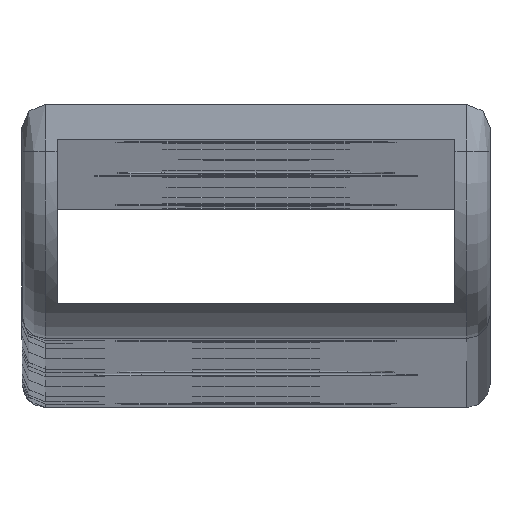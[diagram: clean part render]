
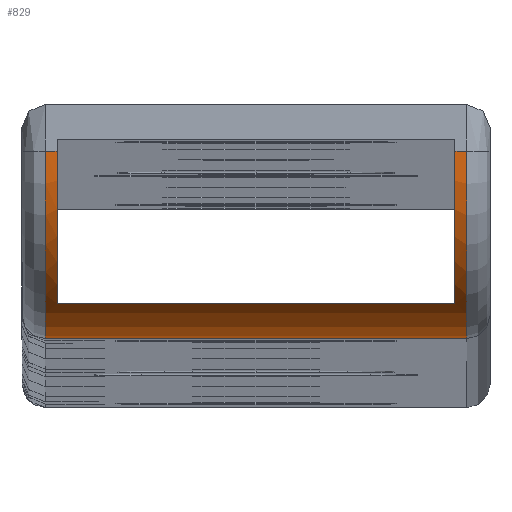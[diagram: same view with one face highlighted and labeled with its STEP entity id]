
A CAD part, top view. The second image highlights one B-rep face of the part: STEP entity #829.
In plain terms, the highlighted cylindrical face has radius 8 mm (diameter 16 mm), a partial arc.
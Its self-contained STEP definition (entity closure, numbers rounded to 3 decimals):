
#14 = VECTOR ( 'NONE', #4545, 1000. ) ;
#128 = DIRECTION ( 'NONE',  ( 0., 1., 0. ) ) ;
#170 = CARTESIAN_POINT ( 'NONE',  ( 10., 3., 851. ) ) ;
#282 = CARTESIAN_POINT ( 'NONE',  ( -10., -5., 843. ) ) ;
#491 = CARTESIAN_POINT ( 'NONE',  ( -9., 3., 843. ) ) ;
#509 = ORIENTED_EDGE ( 'NONE', *, *, #696, .F. ) ;
#533 = VERTEX_POINT ( 'NONE', #1878 ) ;
#545 = VERTEX_POINT ( 'NONE', #5881 ) ;
#573 = VECTOR ( 'NONE', #7185, 1000. ) ;
#593 = EDGE_LOOP ( 'NONE', ( #1207, #1343, #6520, #5958, #5687, #2760, #509, #2450 ) ) ;
#696 = EDGE_CURVE ( 'NONE', #1138, #533, #2077, .T. ) ;
#784 = DIRECTION ( 'NONE',  ( 1., 0., 0. ) ) ;
#792 = LINE ( 'NONE', #170, #573 ) ;
#811 = VERTEX_POINT ( 'NONE', #6225 ) ;
#829 = ADVANCED_FACE ( 'NONE', ( #1023 ), #5144, .T. ) ;
#927 = DIRECTION ( 'NONE',  ( 0., -1., 0. ) ) ;
#1023 = FACE_OUTER_BOUND ( 'NONE', #593, .T. ) ;
#1138 = VERTEX_POINT ( 'NONE', #2200 ) ;
#1193 = CIRCLE ( 'NONE', #3164, 8. ) ;
#1207 = ORIENTED_EDGE ( 'NONE', *, *, #4509, .F. ) ;
#1343 = ORIENTED_EDGE ( 'NONE', *, *, #1708, .T. ) ;
#1379 = AXIS2_PLACEMENT_3D ( 'NONE', #4769, #7110, #3497 ) ;
#1517 = CIRCLE ( 'NONE', #2012, 8. ) ;
#1708 = EDGE_CURVE ( 'NONE', #545, #811, #6668, .T. ) ;
#1878 = CARTESIAN_POINT ( 'NONE',  ( -8.5, 3., 851. ) ) ;
#1994 = CARTESIAN_POINT ( 'NONE',  ( 10., 3., 851. ) ) ;
#2012 = AXIS2_PLACEMENT_3D ( 'NONE', #4361, #6712, #927 ) ;
#2077 = LINE ( 'NONE', #1994, #6446 ) ;
#2200 = CARTESIAN_POINT ( 'NONE',  ( -9., 3., 851. ) ) ;
#2225 = CARTESIAN_POINT ( 'NONE',  ( 8.5, -3.5, 847.664 ) ) ;
#2260 = DIRECTION ( 'NONE',  ( 0., 0., 1. ) ) ;
#2450 = ORIENTED_EDGE ( 'NONE', *, *, #2768, .T. ) ;
#2720 = VERTEX_POINT ( 'NONE', #5157 ) ;
#2734 = LINE ( 'NONE', #5203, #14 ) ;
#2760 = ORIENTED_EDGE ( 'NONE', *, *, #5637, .F. ) ;
#2768 = EDGE_CURVE ( 'NONE', #1138, #4277, #1193, .T. ) ;
#3164 = AXIS2_PLACEMENT_3D ( 'NONE', #491, #5844, #4078 ) ;
#3497 = DIRECTION ( 'NONE',  ( 0., 0., 1. ) ) ;
#3607 = VERTEX_POINT ( 'NONE', #4098 ) ;
#3713 = CARTESIAN_POINT ( 'NONE',  ( -8.5, 3., 843. ) ) ;
#3889 = VECTOR ( 'NONE', #6174, 1000. ) ;
#3933 = EDGE_CURVE ( 'NONE', #2720, #811, #792, .T. ) ;
#4078 = DIRECTION ( 'NONE',  ( 0., 1., 0. ) ) ;
#4083 = AXIS2_PLACEMENT_3D ( 'NONE', #3713, #784, #128 ) ;
#4098 = CARTESIAN_POINT ( 'NONE',  ( -8.5, -3.5, 847.664 ) ) ;
#4277 = VERTEX_POINT ( 'NONE', #4527 ) ;
#4354 = AXIS2_PLACEMENT_3D ( 'NONE', #5752, #7418, #2260 ) ;
#4361 = CARTESIAN_POINT ( 'NONE',  ( 8.5, 3., 843. ) ) ;
#4509 = EDGE_CURVE ( 'NONE', #545, #4277, #6212, .T. ) ;
#4527 = CARTESIAN_POINT ( 'NONE',  ( -9., -5., 843. ) ) ;
#4545 = DIRECTION ( 'NONE',  ( 1., 0., 0. ) ) ;
#4769 = CARTESIAN_POINT ( 'NONE',  ( 9., 3., 843. ) ) ;
#5144 = CYLINDRICAL_SURFACE ( 'NONE', #4354, 8. ) ;
#5157 = CARTESIAN_POINT ( 'NONE',  ( 8.5, 3., 851. ) ) ;
#5203 = CARTESIAN_POINT ( 'NONE',  ( -8.5, -3.5, 847.664 ) ) ;
#5637 = EDGE_CURVE ( 'NONE', #533, #3607, #5795, .T. ) ;
#5687 = ORIENTED_EDGE ( 'NONE', *, *, #6233, .F. ) ;
#5752 = CARTESIAN_POINT ( 'NONE',  ( 0., 3., 843. ) ) ;
#5795 = CIRCLE ( 'NONE', #4083, 8. ) ;
#5844 = DIRECTION ( 'NONE',  ( 1., 0., 0. ) ) ;
#5881 = CARTESIAN_POINT ( 'NONE',  ( 9., -5., 843. ) ) ;
#5958 = ORIENTED_EDGE ( 'NONE', *, *, #7274, .F. ) ;
#6067 = DIRECTION ( 'NONE',  ( 1., 0., 0. ) ) ;
#6174 = DIRECTION ( 'NONE',  ( -1., 0., 0. ) ) ;
#6212 = LINE ( 'NONE', #282, #3889 ) ;
#6225 = CARTESIAN_POINT ( 'NONE',  ( 9., 3., 851. ) ) ;
#6233 = EDGE_CURVE ( 'NONE', #3607, #7553, #2734, .T. ) ;
#6446 = VECTOR ( 'NONE', #6067, 1000. ) ;
#6520 = ORIENTED_EDGE ( 'NONE', *, *, #3933, .F. ) ;
#6668 = CIRCLE ( 'NONE', #1379, 8. ) ;
#6712 = DIRECTION ( 'NONE',  ( -1., 0., 0. ) ) ;
#7110 = DIRECTION ( 'NONE',  ( -1., 0., 0. ) ) ;
#7185 = DIRECTION ( 'NONE',  ( 1., 0., 0. ) ) ;
#7274 = EDGE_CURVE ( 'NONE', #7553, #2720, #1517, .T. ) ;
#7418 = DIRECTION ( 'NONE',  ( -1., 0., 0. ) ) ;
#7553 = VERTEX_POINT ( 'NONE', #2225 ) ;
